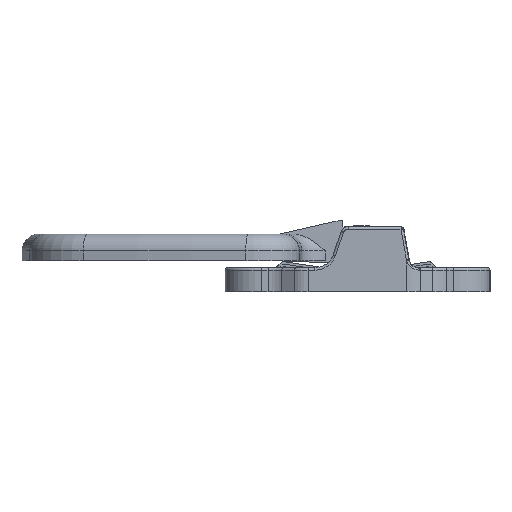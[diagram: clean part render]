
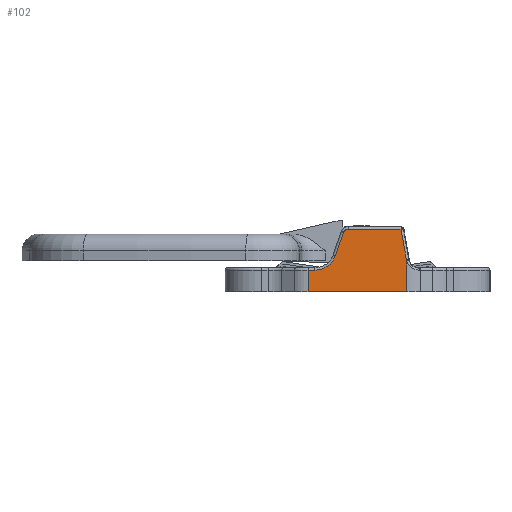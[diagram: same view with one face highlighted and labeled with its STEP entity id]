
A CAD part, left-side view. The second image highlights one B-rep face of the part: STEP entity #102.
In plain terms, the highlighted face is planar.
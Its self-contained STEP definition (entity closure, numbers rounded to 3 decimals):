
#102 = ADVANCED_FACE ( 'NONE', ( #9883 ), #8239, .T. ) ;
#2487 = CIRCLE ( 'NONE', #2597, 9. ) ;
#2488 = CIRCLE ( 'NONE', #2580, 5. ) ;
#2489 = CIRCLE ( 'NONE', #2579, 2. ) ;
#2579 = AXIS2_PLACEMENT_3D ( 'NONE', #2848, #2855, #2856 ) ;
#2580 = AXIS2_PLACEMENT_3D ( 'NONE', #2839, #2846, #2847 ) ;
#2597 = AXIS2_PLACEMENT_3D ( 'NONE', #2836, #2837, #2838 ) ;
#2598 = VECTOR ( 'NONE', #2842, 1000. ) ;
#2600 = VECTOR ( 'NONE', #2845, 1000. ) ;
#2601 = VECTOR ( 'NONE', #2851, 1000. ) ;
#2602 = VECTOR ( 'NONE', #2854, 1000. ) ;
#2604 = VECTOR ( 'NONE', #2860, 1000. ) ;
#2643 = VECTOR ( 'NONE', #3009, 1000. ) ;
#2836 = CARTESIAN_POINT ( 'NONE',  ( -9., 17.66, 22.25 ) ) ;
#2837 = DIRECTION ( 'NONE',  ( 0., 0., -1. ) ) ;
#2838 = DIRECTION ( 'NONE',  ( 1., 0., 0. ) ) ;
#2839 = CARTESIAN_POINT ( 'NONE',  ( -13., -25.354, 22.25 ) ) ;
#2840 = LINE ( 'NONE', #2841, #2598 ) ;
#2841 = CARTESIAN_POINT ( 'NONE',  ( -3., 20.493, 22.25 ) ) ;
#2842 = DIRECTION ( 'NONE',  ( -1., 0., 0. ) ) ;
#2843 = LINE ( 'NONE', #2844, #2600 ) ;
#2844 = CARTESIAN_POINT ( 'NONE',  ( -16.617, -20.493, 22.25 ) ) ;
#2845 = DIRECTION ( 'NONE',  ( 1., 0., 0. ) ) ;
#2846 = DIRECTION ( 'NONE',  ( 0., 0., -1. ) ) ;
#2847 = DIRECTION ( 'NONE',  ( 1., 0., 0. ) ) ;
#2848 = CARTESIAN_POINT ( 'NONE',  ( -3., 3.877, 22.25 ) ) ;
#2849 = LINE ( 'NONE', #2850, #2601 ) ;
#2850 = CARTESIAN_POINT ( 'NONE',  ( -1., -18.161, 22.25 ) ) ;
#2851 = DIRECTION ( 'NONE',  ( 0.985, 0.174, 0. ) ) ;
#2852 = LINE ( 'NONE', #2853, #2602 ) ;
#2853 = CARTESIAN_POINT ( 'NONE',  ( -1., 3.877, 22.25 ) ) ;
#2854 = DIRECTION ( 'NONE',  ( 0., 1., 0. ) ) ;
#2855 = DIRECTION ( 'NONE',  ( 0., 0., 1. ) ) ;
#2856 = DIRECTION ( 'NONE',  ( 1., 0., 0. ) ) ;
#2858 = LINE ( 'NONE', #2859, #2604 ) ;
#2859 = CARTESIAN_POINT ( 'NONE',  ( -11.995, 9.173, 22.25 ) ) ;
#2860 = DIRECTION ( 'NONE',  ( -0.943, 0.333, 0. ) ) ;
#3007 = LINE ( 'NONE', #3008, #2643 ) ;
#3008 = CARTESIAN_POINT ( 'NONE',  ( -18., 20.493, 22.25 ) ) ;
#3009 = DIRECTION ( 'NONE',  ( 0., 1., 0. ) ) ;
#4256 = CARTESIAN_POINT ( 'NONE',  ( -11.995, 9.173, 22.25 ) ) ;
#4257 = CARTESIAN_POINT ( 'NONE',  ( -18., 17.66, 22.25 ) ) ;
#4258 = CARTESIAN_POINT ( 'NONE',  ( -18., 20.493, 22.25 ) ) ;
#4259 = CARTESIAN_POINT ( 'NONE',  ( -14.171, -20.493, 22.25 ) ) ;
#4260 = CARTESIAN_POINT ( 'NONE',  ( -13.868, -20.43, 22.25 ) ) ;
#4261 = CARTESIAN_POINT ( 'NONE',  ( -1., -18.161, 22.25 ) ) ;
#4262 = CARTESIAN_POINT ( 'NONE',  ( -1., 3.877, 22.25 ) ) ;
#4263 = CARTESIAN_POINT ( 'NONE',  ( -2.334, 5.763, 22.25 ) ) ;
#4292 = CARTESIAN_POINT ( 'NONE',  ( -27., -20.493, 22.25 ) ) ;
#4293 = CARTESIAN_POINT ( 'NONE',  ( -27., 20.493, 22.25 ) ) ;
#5318 = LINE ( 'NONE', #5319, #5741 ) ;
#5319 = CARTESIAN_POINT ( 'NONE',  ( -27., -55., 22.25 ) ) ;
#5320 = DIRECTION ( 'NONE',  ( 0., -1., 0. ) ) ;
#5741 = VECTOR ( 'NONE', #5320, 1000. ) ;
#6098 = ORIENTED_EDGE ( 'NONE', *, *, #8714, .T. ) ;
#6099 = ORIENTED_EDGE ( 'NONE', *, *, #8715, .T. ) ;
#6100 = ORIENTED_EDGE ( 'NONE', *, *, #8763, .T. ) ;
#6101 = ORIENTED_EDGE ( 'NONE', *, *, #7378, .T. ) ;
#6102 = ORIENTED_EDGE ( 'NONE', *, *, #8716, .T. ) ;
#6103 = ORIENTED_EDGE ( 'NONE', *, *, #8718, .T. ) ;
#6104 = ORIENTED_EDGE ( 'NONE', *, *, #8717, .T. ) ;
#6105 = ORIENTED_EDGE ( 'NONE', *, *, #8719, .T. ) ;
#6106 = ORIENTED_EDGE ( 'NONE', *, *, #8720, .T. ) ;
#6107 = ORIENTED_EDGE ( 'NONE', *, *, #8721, .T. ) ;
#6615 = EDGE_LOOP ( 'NONE', ( #6098, #6100, #6099, #6101, #6102, #6104, #6103, #6105, #6106, #6107 ) ) ;
#7378 = EDGE_CURVE ( 'NONE', #9787, #9786, #5318, .T. ) ;
#8239 = PLANE ( 'NONE',  #9888 ) ;
#8240 = CARTESIAN_POINT ( 'NONE',  ( -3., 3.877, 22.25 ) ) ;
#8241 = DIRECTION ( 'NONE',  ( 0., 0., 1. ) ) ;
#8242 = DIRECTION ( 'NONE',  ( 1., 0., 0. ) ) ;
#8714 = EDGE_CURVE ( 'NONE', #9738, #9739, #2487, .T. ) ;
#8715 = EDGE_CURVE ( 'NONE', #9740, #9787, #2840, .T. ) ;
#8716 = EDGE_CURVE ( 'NONE', #9786, #9741, #2843, .T. ) ;
#8717 = EDGE_CURVE ( 'NONE', #9741, #9742, #2488, .T. ) ;
#8718 = EDGE_CURVE ( 'NONE', #9742, #9743, #2849, .T. ) ;
#8719 = EDGE_CURVE ( 'NONE', #9743, #9744, #2852, .T. ) ;
#8720 = EDGE_CURVE ( 'NONE', #9744, #9745, #2489, .T. ) ;
#8721 = EDGE_CURVE ( 'NONE', #9745, #9738, #2858, .T. ) ;
#8763 = EDGE_CURVE ( 'NONE', #9739, #9740, #3007, .T. ) ;
#9738 = VERTEX_POINT ( 'NONE', #4256 ) ;
#9739 = VERTEX_POINT ( 'NONE', #4257 ) ;
#9740 = VERTEX_POINT ( 'NONE', #4258 ) ;
#9741 = VERTEX_POINT ( 'NONE', #4259 ) ;
#9742 = VERTEX_POINT ( 'NONE', #4260 ) ;
#9743 = VERTEX_POINT ( 'NONE', #4261 ) ;
#9744 = VERTEX_POINT ( 'NONE', #4262 ) ;
#9745 = VERTEX_POINT ( 'NONE', #4263 ) ;
#9786 = VERTEX_POINT ( 'NONE', #4292 ) ;
#9787 = VERTEX_POINT ( 'NONE', #4293 ) ;
#9883 = FACE_OUTER_BOUND ( 'NONE', #6615, .T. ) ;
#9888 = AXIS2_PLACEMENT_3D ( 'NONE', #8240, #8241, #8242 ) ;
